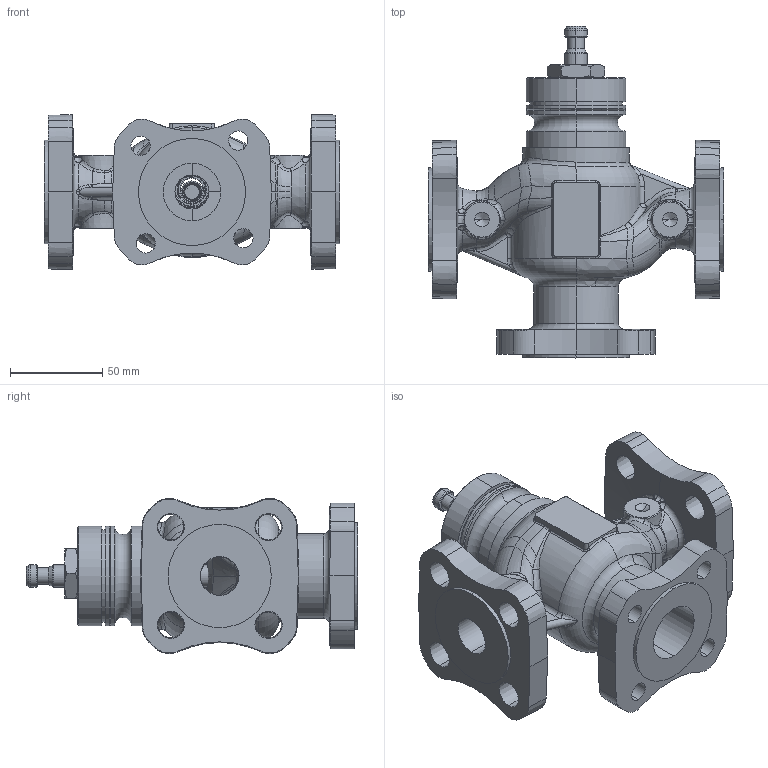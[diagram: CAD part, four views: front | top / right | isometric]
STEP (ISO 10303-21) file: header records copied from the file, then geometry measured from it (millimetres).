
FILE_DESCRIPTION((''),'2;1');
FILE_NAME('VF-3R_DN20_ASM','2023-03-30T13:39:20',('User'),(''),'CREO PARAMETRIC BY PTC INC, 2019010','CREO PARAMETRIC BY PTC INC, 2019010','');
FILE_SCHEMA(('CONFIG_CONTROL_DESIGN'));
Products named in the file (5): 12__10001; _12_10001; DN20-1_10001; VFQ32_20_16-UPDATE-20221130_ASM; VF-3R_DN20_ASM
Assembly tree (4 placements, depth 3):
  VF-3R_DN20_ASM
    VFQ32_20_16-UPDATE-20221130_ASM
      12__10001
      _12_10001
      DN20-1_10001
Bounding box: 160 x 180 x 84.12 mm (x, y, z)
Surface area: 129589.5 mm2 (no closed solid volume)
Topology: 0 solids, 9 shells, 947 faces, 2628 edges, 1686 vertices
Faces by surface type: bspline 451, cylinder 169, plane 136, cone 127, torus 56, sphere 8
Entity records: 99217 total; most frequent: CARTESIAN_POINT 78984, ORIENTED_EDGE 5001, DIRECTION 2700, EDGE_CURVE 2615, VERTEX_POINT 1686, B_SPLINE_CURVE_WITH_KNOTS 1511, AXIS2_PLACEMENT_3D 1089, EDGE_LOOP 1011
